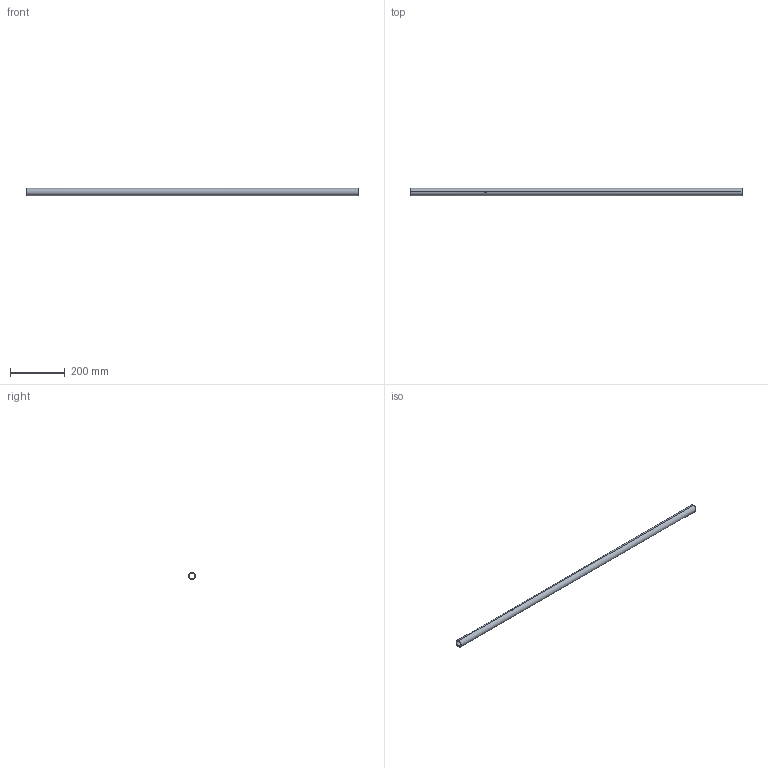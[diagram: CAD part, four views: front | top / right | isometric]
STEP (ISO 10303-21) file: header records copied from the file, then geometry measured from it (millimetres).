
FILE_DESCRIPTION (( 'STEP AP214' ), '1' );
FILE_NAME ('am-4337 Net Support Pipe .STEP', '2020-05-08T20:54:30', ( '' ), ( '' ), 'SwSTEP 2.0', 'SolidWorks 2019', '' );
FILE_SCHEMA (( 'AUTOMOTIVE_DESIGN' ));
Length unit declared in the file: inch
Products named in the file (1): am-4337 Net Support Pipe 
Bounding box: 1216.03 x 26.67 x 26.67 mm (x, y, z)
Volume: 234040.7 mm3; surface area: 184751.1 mm2
Topology: 1 solids, 1 shells, 10 faces, 28 edges, 16 vertices
Faces by surface type: cylinder 8, plane 2
Entity records: 584 total; most frequent: CARTESIAN_POINT 287, ORIENTED_EDGE 56, DIRECTION 50, EDGE_CURVE 28, AXIS2_PLACEMENT_3D 19, VERTEX_POINT 16, VECTOR 12, EDGE_LOOP 12
